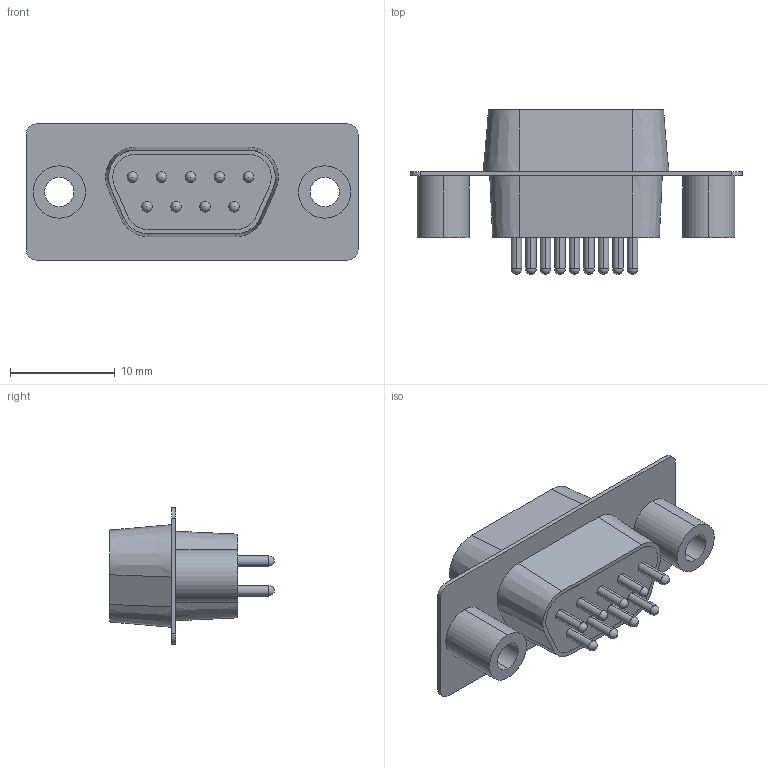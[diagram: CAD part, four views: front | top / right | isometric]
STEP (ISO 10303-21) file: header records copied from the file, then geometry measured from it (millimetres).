
FILE_DESCRIPTION (( 'STEP AP214' ), '1' );
FILE_NAME ('6AFB8BF3-1DD9-43C6-8EE5-D9CD006D3523.STEP', '2008-07-31T02:09:10', ( 'SysAdmin' ), ( 'SolidWorks' ), 'SwSTEP 2.0', 'SolidWorks 2008', '' );
FILE_SCHEMA (( 'AUTOMOTIVE_DESIGN' ));
Length unit declared in the file: millimetre
Products named in the file (1): 6AFB8BF3-1DD9-43C6-8EE5-D9CD006D3523
Bounding box: 31.69 x 15.69 x 13 mm (x, y, z)
Volume: 1233.9 mm3; surface area: 2080 mm2
Topology: 1 solids, 1 shells, 110 faces, 306 edges, 204 vertices
Faces by surface type: cylinder 52, plane 28, sphere 18, cone 12
Entity records: 3899 total; most frequent: DIRECTION 602, CARTESIAN_POINT 531, ORIENTED_EDGE 504, EDGE_CURVE 252, AXIS2_PLACEMENT_3D 239, VERTEX_POINT 168, EDGE_LOOP 138, CIRCLE 128
